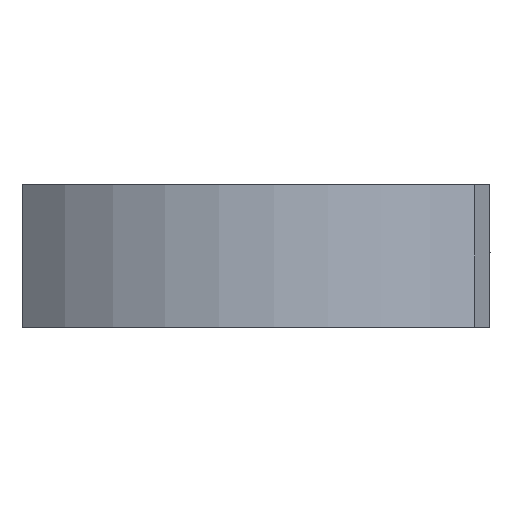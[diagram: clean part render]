
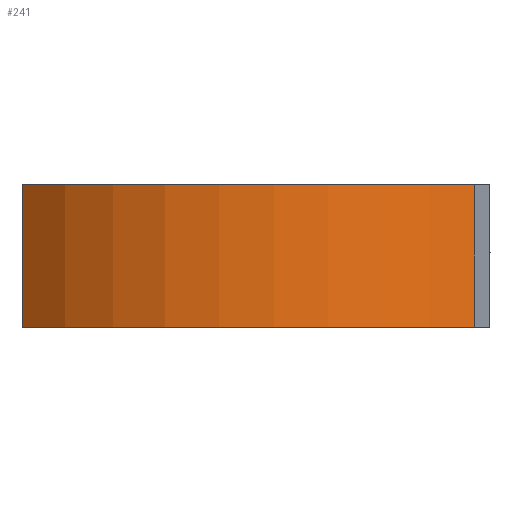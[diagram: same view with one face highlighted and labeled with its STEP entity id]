
A CAD part, front view. The second image highlights one B-rep face of the part: STEP entity #241.
In plain terms, the highlighted cylindrical face has radius 13 mm (diameter 26 mm), a partial arc.
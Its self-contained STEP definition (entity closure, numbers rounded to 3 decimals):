
#20=CIRCLE('',#273,13.);
#21=CIRCLE('',#274,13.);
#23=CYLINDRICAL_SURFACE('',#272,13.);
#33=FACE_OUTER_BOUND('',#46,.T.);
#46=EDGE_LOOP('',(#203,#204,#205,#206));
#73=LINE('',#399,#99);
#75=LINE('',#406,#101);
#99=VECTOR('',#327,10.);
#101=VECTOR('',#335,10.);
#122=VERTEX_POINT('',#396);
#123=VERTEX_POINT('',#398);
#124=VERTEX_POINT('',#402);
#125=VERTEX_POINT('',#404);
#151=EDGE_CURVE('',#123,#122,#73,.T.);
#153=EDGE_CURVE('',#124,#123,#20,.T.);
#154=EDGE_CURVE('',#125,#122,#21,.T.);
#155=EDGE_CURVE('',#124,#125,#75,.T.);
#203=ORIENTED_EDGE('',*,*,#153,.T.);
#204=ORIENTED_EDGE('',*,*,#151,.T.);
#205=ORIENTED_EDGE('',*,*,#154,.F.);
#206=ORIENTED_EDGE('',*,*,#155,.F.);
#241=ADVANCED_FACE('',(#33),#23,.T.);
#272=AXIS2_PLACEMENT_3D('',#401,#329,#330);
#273=AXIS2_PLACEMENT_3D('',#403,#331,#332);
#274=AXIS2_PLACEMENT_3D('',#405,#333,#334);
#327=DIRECTION('',(0.,0.,-1.));
#329=DIRECTION('center_axis',(0.,0.,-1.));
#330=DIRECTION('ref_axis',(0.648,-0.761,0.));
#331=DIRECTION('center_axis',(0.,0.,-1.));
#332=DIRECTION('ref_axis',(0.648,-0.761,0.));
#333=DIRECTION('center_axis',(0.,0.,-1.));
#334=DIRECTION('ref_axis',(0.648,-0.761,0.));
#335=DIRECTION('',(0.,0.,-1.));
#396=CARTESIAN_POINT('',(-9.,14.619,-10.5));
#398=CARTESIAN_POINT('',(-9.,14.619,-5.));
#399=CARTESIAN_POINT('',(-9.,14.619,-5.));
#401=CARTESIAN_POINT('Origin',(0.,24.,-5.));
#402=CARTESIAN_POINT('',(8.43,14.104,-5.));
#403=CARTESIAN_POINT('Origin',(0.,24.,-5.));
#404=CARTESIAN_POINT('',(8.43,14.104,-10.5));
#405=CARTESIAN_POINT('Origin',(0.,24.,-10.5));
#406=CARTESIAN_POINT('',(8.43,14.104,-5.));
